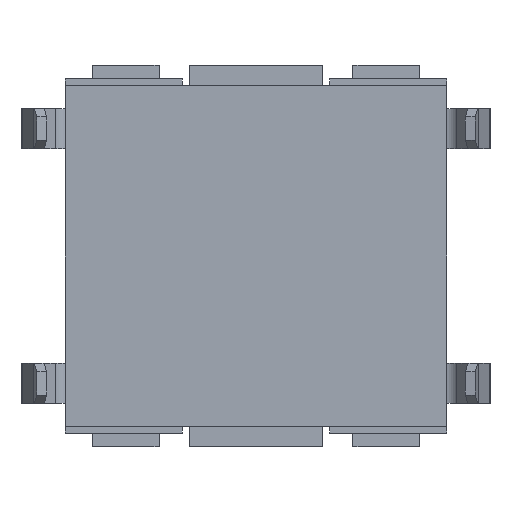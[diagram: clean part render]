
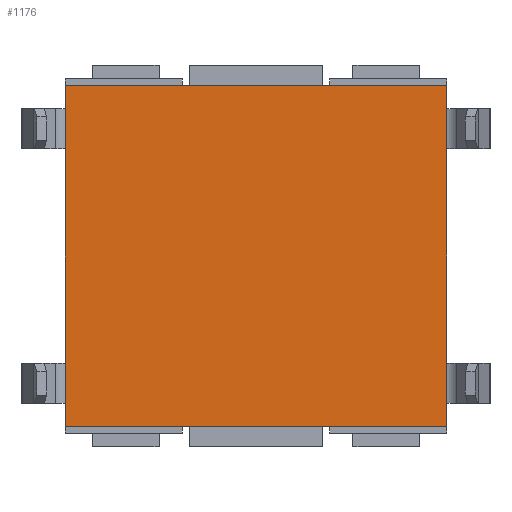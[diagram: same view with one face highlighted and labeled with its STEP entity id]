
A CAD part, front view. The second image highlights one B-rep face of the part: STEP entity #1176.
In plain terms, the highlighted planar face has unit normal (0, -1, 0).
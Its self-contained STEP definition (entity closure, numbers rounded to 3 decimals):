
#904 = VERTEX_POINT ( 'NONE', #2879 ) ;
#906 = EDGE_CURVE ( 'NONE', #904, #926, #2878, .T. ) ;
#926 = VERTEX_POINT ( 'NONE', #2965 ) ;
#975 = VERTEX_POINT ( 'NONE', #3033 ) ;
#977 = EDGE_CURVE ( 'NONE', #975, #1016, #3032, .T. ) ;
#1016 = VERTEX_POINT ( 'NONE', #3148 ) ;
#1056 = EDGE_CURVE ( 'NONE', #904, #1016, #3216, .T. ) ;
#1064 = EDGE_CURVE ( 'NONE', #926, #975, #3201, .T. ) ;
#1067 = ORIENTED_EDGE ( 'NONE', *, *, #906, .F. ) ;
#1093 = ORIENTED_EDGE ( 'NONE', *, *, #1056, .T. ) ;
#1094 = ORIENTED_EDGE ( 'NONE', *, *, #977, .F. ) ;
#1095 = ORIENTED_EDGE ( 'NONE', *, *, #1064, .F. ) ;
#1176 = ADVANCED_FACE ( 'NONE', ( #3375 ), #3374, .T. ) ;
#1177 = EDGE_LOOP ( 'NONE', ( #1093, #1094, #1095, #1067 ) ) ;
#2877 = CARTESIAN_POINT ( 'NONE',  ( -5.7, 0., 0. ) ) ;
#2878 = LINE ( 'NONE', #2877, #2936 ) ;
#2879 = CARTESIAN_POINT ( 'NONE',  ( -5.7, 0., -5.1 ) ) ;
#2935 = DIRECTION ( 'NONE',  ( 0., 0., 1. ) ) ;
#2936 = VECTOR ( 'NONE', #2935, 1000. ) ;
#2965 = CARTESIAN_POINT ( 'NONE',  ( -5.7, 0., 5.1 ) ) ;
#3029 = DIRECTION ( 'NONE',  ( 0., 0., -1. ) ) ;
#3030 = VECTOR ( 'NONE', #3029, 1000. ) ;
#3031 = CARTESIAN_POINT ( 'NONE',  ( 5.7, 0., 0. ) ) ;
#3032 = LINE ( 'NONE', #3031, #3030 ) ;
#3033 = CARTESIAN_POINT ( 'NONE',  ( 5.7, 0., 5.1 ) ) ;
#3148 = CARTESIAN_POINT ( 'NONE',  ( 5.7, 0., -5.1 ) ) ;
#3198 = DIRECTION ( 'NONE',  ( 1., 0., 0. ) ) ;
#3199 = VECTOR ( 'NONE', #3198, 1000. ) ;
#3200 = CARTESIAN_POINT ( 'NONE',  ( 5.7, 0., 5.1 ) ) ;
#3201 = LINE ( 'NONE', #3200, #3199 ) ;
#3213 = DIRECTION ( 'NONE',  ( 1., 0., 0. ) ) ;
#3214 = VECTOR ( 'NONE', #3213, 1000. ) ;
#3215 = CARTESIAN_POINT ( 'NONE',  ( -5.7, 0., -5.1 ) ) ;
#3216 = LINE ( 'NONE', #3215, #3214 ) ;
#3373 = AXIS2_PLACEMENT_3D ( 'NONE', #3436, #3435, #3434 ) ;
#3374 = PLANE ( 'NONE',  #3373 ) ;
#3375 = FACE_OUTER_BOUND ( 'NONE', #1177, .T. ) ;
#3434 = DIRECTION ( 'NONE',  ( 0., 0., -1. ) ) ;
#3435 = DIRECTION ( 'NONE',  ( 0., -1., 0. ) ) ;
#3436 = CARTESIAN_POINT ( 'NONE',  ( 5.7, 0., 5.1 ) ) ;
